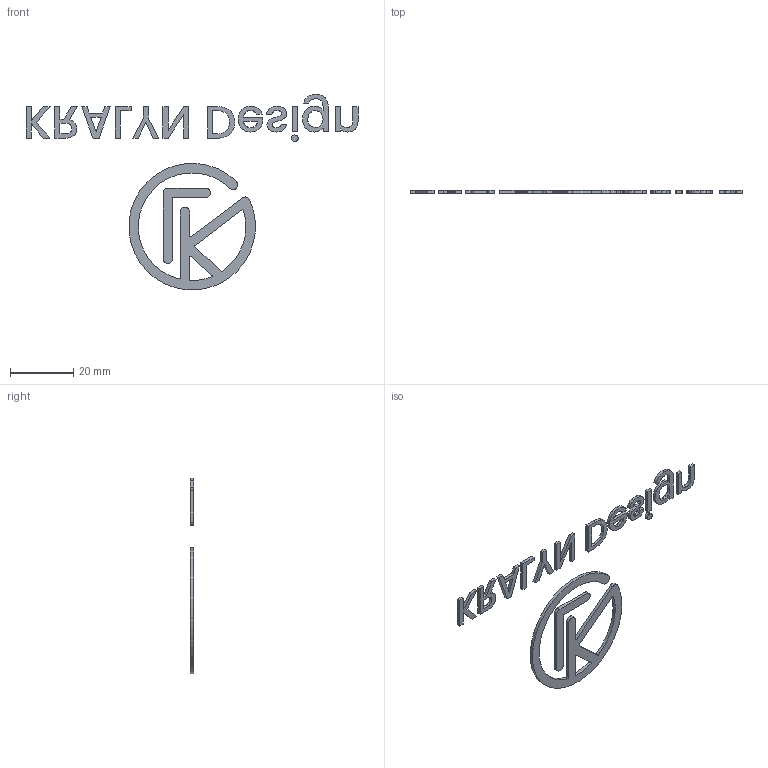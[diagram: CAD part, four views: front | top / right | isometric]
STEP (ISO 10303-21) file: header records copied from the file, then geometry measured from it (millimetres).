
FILE_DESCRIPTION(/* description */ (''),/* implementation_level */ '2;1');
FILE_NAME(/* name */ 'KL Logo v1.step',/* time_stamp */ '2022-05-20T02:59:05-04:00',/* author */ (''),/* organization */ (''),/* preprocessor_version */ 'ST-DEVELOPER v18.1',/* originating_system */ 'Autodesk Translation Framework v10.14.0.1471',/* authorisation */ '');
FILE_SCHEMA (('AUTOMOTIVE_DESIGN { 1 0 10303 214 3 1 1 }'));
Length unit declared in the file: millimetre
Products named in the file (1): KL Logo
Bounding box: 104.86 x 1 x 61.77 mm (x, y, z)
Volume: 1016.1 mm3; surface area: 2986.7 mm2
Topology: 15 solids, 15 shells, 262 faces, 696 edges, 464 vertices
Faces by surface type: plane 127, bspline 116, cylinder 19
Entity records: 9205 total; most frequent: CARTESIAN_POINT 3395, ORIENTED_EDGE 1392, DIRECTION 796, EDGE_CURVE 696, VERTEX_POINT 464, LINE 426, VECTOR 426, EDGE_LOOP 276
